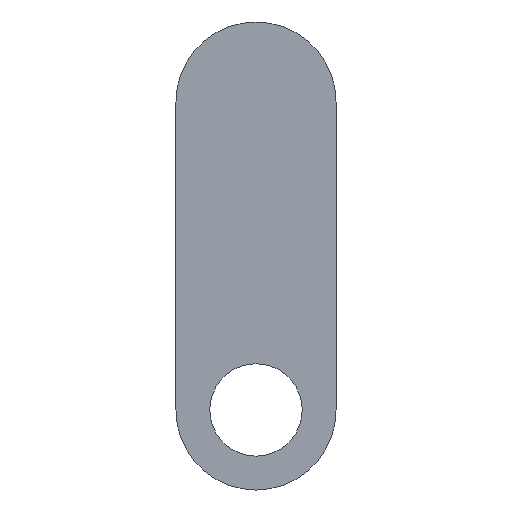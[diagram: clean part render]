
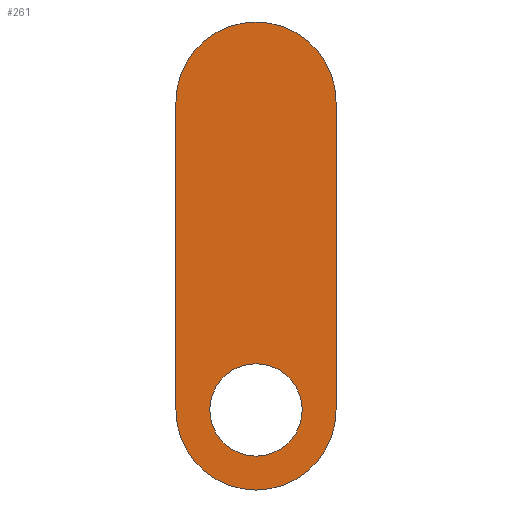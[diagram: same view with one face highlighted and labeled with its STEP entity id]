
A CAD part, front view. The second image highlights one B-rep face of the part: STEP entity #261.
In plain terms, the highlighted planar face has unit normal (0, -1, 0).
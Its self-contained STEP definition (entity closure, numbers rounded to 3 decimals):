
#25=FACE_BOUND('',#95,.T.);
#29=PLANE('',#302);
#39=LINE('',#467,#57);
#43=LINE('',#478,#61);
#57=VECTOR('',#341,10.);
#61=VECTOR('',#353,10.);
#79=FACE_OUTER_BOUND('',#94,.T.);
#94=EDGE_LOOP('',(#215,#216,#217,#218));
#95=EDGE_LOOP('',(#219));
#109=CIRCLE('',#296,2.6);
#110=CIRCLE('',#299,2.6);
#112=CIRCLE('',#303,1.501);
#132=VERTEX_POINT('',#427);
#139=VERTEX_POINT('',#462);
#140=VERTEX_POINT('',#466);
#142=VERTEX_POINT('',#472);
#144=VERTEX_POINT('',#481);
#163=EDGE_CURVE('',#132,#139,#109,.T.);
#164=EDGE_CURVE('',#139,#140,#39,.T.);
#167=EDGE_CURVE('',#140,#142,#110,.T.);
#170=EDGE_CURVE('',#142,#132,#43,.T.);
#172=EDGE_CURVE('',#144,#144,#112,.T.);
#215=ORIENTED_EDGE('',*,*,#170,.T.);
#216=ORIENTED_EDGE('',*,*,#163,.T.);
#217=ORIENTED_EDGE('',*,*,#164,.T.);
#218=ORIENTED_EDGE('',*,*,#167,.T.);
#219=ORIENTED_EDGE('',*,*,#172,.T.);
#261=ADVANCED_FACE('',(#79,#25),#29,.T.);
#296=AXIS2_PLACEMENT_3D('',#464,#337,#338);
#299=AXIS2_PLACEMENT_3D('',#473,#346,#347);
#302=AXIS2_PLACEMENT_3D('',#480,#355,#356);
#303=AXIS2_PLACEMENT_3D('',#482,#357,#358);
#337=DIRECTION('center_axis',(0.,-1.,0.));
#338=DIRECTION('ref_axis',(1.,0.,0.));
#341=DIRECTION('',(0.,0.,1.));
#346=DIRECTION('center_axis',(0.,-1.,0.));
#347=DIRECTION('ref_axis',(1.,0.,0.));
#353=DIRECTION('',(0.,0.,-1.));
#355=DIRECTION('center_axis',(0.,-1.,0.));
#356=DIRECTION('ref_axis',(0.,0.,-1.));
#357=DIRECTION('center_axis',(0.,1.,0.));
#358=DIRECTION('ref_axis',(-1.,0.,0.));
#427=CARTESIAN_POINT('',(-2.6,0.,0.));
#462=CARTESIAN_POINT('',(2.6,0.,0.));
#464=CARTESIAN_POINT('Origin',(0.,0.,0.));
#466=CARTESIAN_POINT('',(2.6,0.,10.));
#467=CARTESIAN_POINT('',(2.6,0.,0.));
#472=CARTESIAN_POINT('',(-2.6,0.,10.));
#473=CARTESIAN_POINT('Origin',(0.,0.,10.));
#478=CARTESIAN_POINT('',(-2.6,0.,10.));
#480=CARTESIAN_POINT('Origin',(0.,0.,5.));
#481=CARTESIAN_POINT('',(-1.501,0.,0.));
#482=CARTESIAN_POINT('Origin',(0.,0.,0.));
